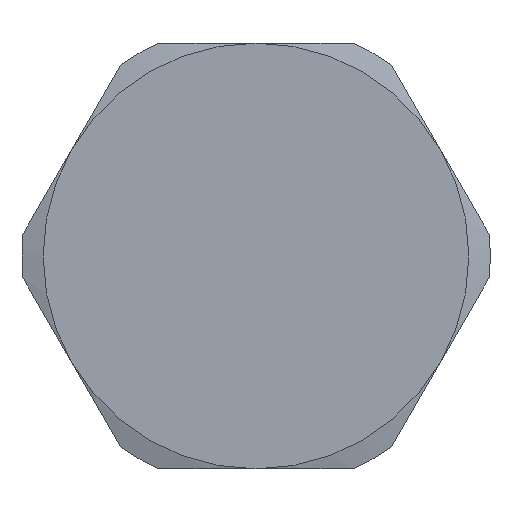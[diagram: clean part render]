
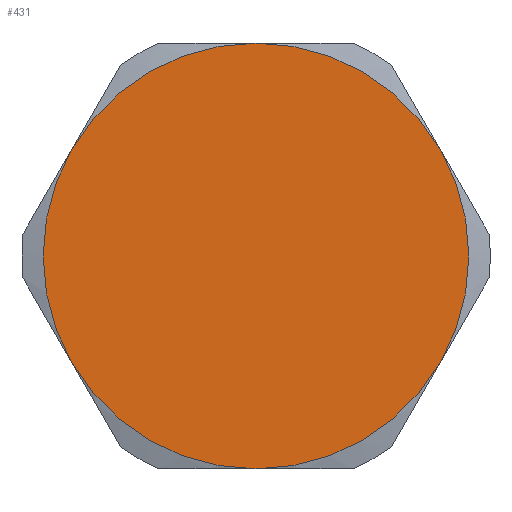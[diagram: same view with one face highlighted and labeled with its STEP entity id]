
A CAD part, left-side view. The second image highlights one B-rep face of the part: STEP entity #431.
In plain terms, the highlighted planar face has unit normal (-1, 0, 0).
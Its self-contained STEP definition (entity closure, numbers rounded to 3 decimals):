
#24 = CARTESIAN_POINT ( 'NONE',  ( 0., 0., 0. ) ) ;
#25 = PLANE ( 'NONE',  #827 ) ;
#58 = ORIENTED_EDGE ( 'NONE', *, *, #463, .F. ) ;
#91 = EDGE_CURVE ( 'NONE', #374, #322, #627, .T. ) ;
#121 = CIRCLE ( 'NONE', #1035, 12. ) ;
#125 = AXIS2_PLACEMENT_3D ( 'NONE', #303, #959, #404 ) ;
#131 = DIRECTION ( 'NONE',  ( 0., 0., -1. ) ) ;
#132 = CARTESIAN_POINT ( 'NONE',  ( 0., 10.392, -6. ) ) ;
#137 = DIRECTION ( 'NONE',  ( 1., 0., 0. ) ) ;
#148 = CARTESIAN_POINT ( 'NONE',  ( 0., 0., 12. ) ) ;
#213 = DIRECTION ( 'NONE',  ( 0., 0., -1. ) ) ;
#229 = CARTESIAN_POINT ( 'NONE',  ( 0., 0., 0. ) ) ;
#231 = AXIS2_PLACEMENT_3D ( 'NONE', #24, #690, #131 ) ;
#303 = CARTESIAN_POINT ( 'NONE',  ( 0., 0., 0. ) ) ;
#322 = VERTEX_POINT ( 'NONE', #509 ) ;
#336 = DIRECTION ( 'NONE',  ( 0., 0., 1. ) ) ;
#374 = VERTEX_POINT ( 'NONE', #976 ) ;
#380 = VERTEX_POINT ( 'NONE', #132 ) ;
#400 = CARTESIAN_POINT ( 'NONE',  ( 0., 0., 0. ) ) ;
#404 = DIRECTION ( 'NONE',  ( 0., 0., -1. ) ) ;
#431 = ADVANCED_FACE ( 'NONE', ( #838 ), #25, .F. ) ;
#445 = ORIENTED_EDGE ( 'NONE', *, *, #775, .F. ) ;
#449 = CARTESIAN_POINT ( 'NONE',  ( 0., -10.392, 6. ) ) ;
#459 = CARTESIAN_POINT ( 'NONE',  ( 0., 0., 0. ) ) ;
#463 = EDGE_CURVE ( 'NONE', #573, #374, #764, .T. ) ;
#497 = CARTESIAN_POINT ( 'NONE',  ( 0., 0., 0. ) ) ;
#509 = CARTESIAN_POINT ( 'NONE',  ( 0., 0., -12. ) ) ;
#557 = DIRECTION ( 'NONE',  ( 0., 0., -1. ) ) ;
#573 = VERTEX_POINT ( 'NONE', #449 ) ;
#615 = ORIENTED_EDGE ( 'NONE', *, *, #661, .F. ) ;
#616 = DIRECTION ( 'NONE',  ( 0., 0., -1. ) ) ;
#622 = ORIENTED_EDGE ( 'NONE', *, *, #971, .T. ) ;
#627 = CIRCLE ( 'NONE', #231, 12. ) ;
#661 = EDGE_CURVE ( 'NONE', #1143, #573, #785, .T. ) ;
#687 = AXIS2_PLACEMENT_3D ( 'NONE', #700, #137, #786 ) ;
#690 = DIRECTION ( 'NONE',  ( 1., 0., 0. ) ) ;
#700 = CARTESIAN_POINT ( 'NONE',  ( 0., 0., 0. ) ) ;
#728 = ORIENTED_EDGE ( 'NONE', *, *, #1108, .F. ) ;
#764 = CIRCLE ( 'NONE', #889, 12. ) ;
#775 = EDGE_CURVE ( 'NONE', #380, #1027, #962, .T. ) ;
#779 = DIRECTION ( 'NONE',  ( 1., 0., 0. ) ) ;
#785 = CIRCLE ( 'NONE', #125, 12. ) ;
#786 = DIRECTION ( 'NONE',  ( 0., 0., -1. ) ) ;
#827 = AXIS2_PLACEMENT_3D ( 'NONE', #497, #779, #213 ) ;
#838 = FACE_OUTER_BOUND ( 'NONE', #979, .T. ) ;
#862 = ORIENTED_EDGE ( 'NONE', *, *, #91, .F. ) ;
#867 = AXIS2_PLACEMENT_3D ( 'NONE', #400, #1172, #616 ) ;
#889 = AXIS2_PLACEMENT_3D ( 'NONE', #459, #1128, #557 ) ;
#904 = DIRECTION ( 'NONE',  ( -1., 0., 0. ) ) ;
#940 = CIRCLE ( 'NONE', #867, 12. ) ;
#959 = DIRECTION ( 'NONE',  ( 1., 0., 0. ) ) ;
#962 = CIRCLE ( 'NONE', #687, 12. ) ;
#971 = EDGE_CURVE ( 'NONE', #1143, #1027, #121, .T. ) ;
#976 = CARTESIAN_POINT ( 'NONE',  ( 0., -10.392, -6. ) ) ;
#979 = EDGE_LOOP ( 'NONE', ( #728, #862, #58, #615, #622, #445 ) ) ;
#994 = CARTESIAN_POINT ( 'NONE',  ( 0., 10.392, 6. ) ) ;
#1027 = VERTEX_POINT ( 'NONE', #994 ) ;
#1035 = AXIS2_PLACEMENT_3D ( 'NONE', #229, #904, #336 ) ;
#1108 = EDGE_CURVE ( 'NONE', #322, #380, #940, .T. ) ;
#1128 = DIRECTION ( 'NONE',  ( 1., 0., 0. ) ) ;
#1143 = VERTEX_POINT ( 'NONE', #148 ) ;
#1172 = DIRECTION ( 'NONE',  ( 1., 0., 0. ) ) ;
